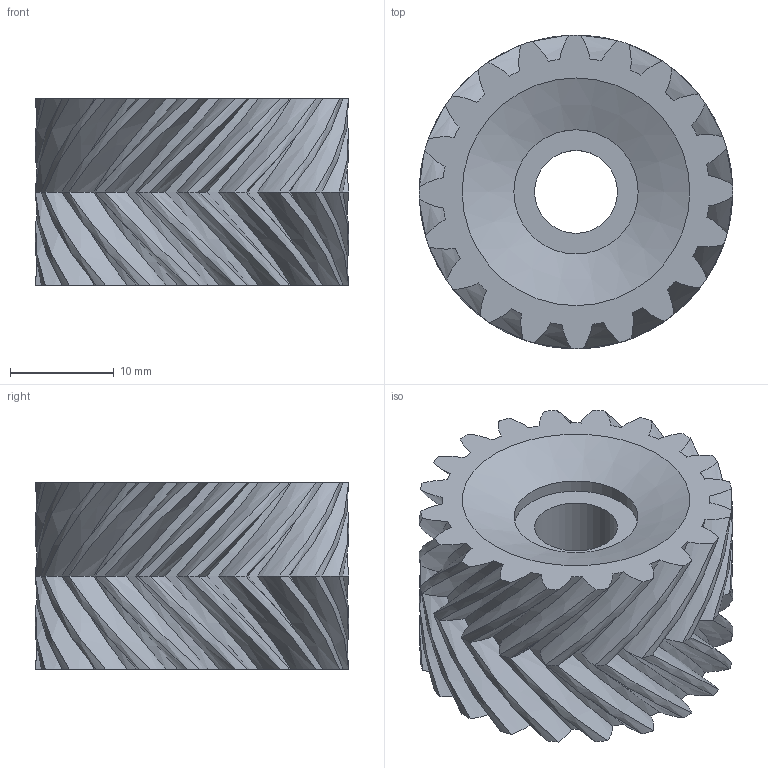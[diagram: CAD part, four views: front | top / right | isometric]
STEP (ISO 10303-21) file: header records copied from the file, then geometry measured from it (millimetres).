
FILE_DESCRIPTION(/* description */ (''),/* implementation_level */ '2;1');
FILE_NAME(/* name */ 'PlanetGear v5.step',/* time_stamp */ '2025-05-04T16:42:20+02:00',/* author */ (''),/* organization */ (''),/* preprocessor_version */ 'ST-DEVELOPER v20.1',/* originating_system */ 'Autodesk Translation Framework v14.4.0.0',/* authorisation */ '');
FILE_SCHEMA (('AUTOMOTIVE_DESIGN { 1 0 10303 214 3 1 1 }'));
Length unit declared in the file: millimetre
Products named in the file (6): PlanetGear; PlanetGear_1; 608-ZZ Double Metal Sealed Shielded Deep Groove Bearings 8mm x 22mm x
 7mm; OuterRing; InnerRing; Ball
Assembly tree (8 placements, depth 3):
  PlanetGear
    PlanetGear_1
    608-ZZ Double Metal Sealed Shielded Deep Groove Bearings 8mm x 22mm x
 7mm
      OuterRing
      InnerRing
      Ball  x4
Bounding box: 30.28 x 30.28 x 18 mm (x, y, z)
Volume: 6358.5 mm3; surface area: 7447.5 mm2
Topology: 7 solids, 7 shells, 162 faces, 504 edges, 349 vertices
Faces by surface type: bspline 120, cylinder 28, plane 7, sphere 4, torus 2, cone 1
Full cylindrical faces by diameter (mm): 8 x1, 12 x1, 12.667 x2, 17.333 x2, 22 x1, 22.1 x1
Entity records: 16342 total; most frequent: CARTESIAN_POINT 12849, ORIENTED_EDGE 986, EDGE_CURVE 493, DIRECTION 363, VERTEX_POINT 343, AXIS2_PLACEMENT_3D 177, EDGE_LOOP 166, B_SPLINE_CURVE_WITH_KNOTS 160
